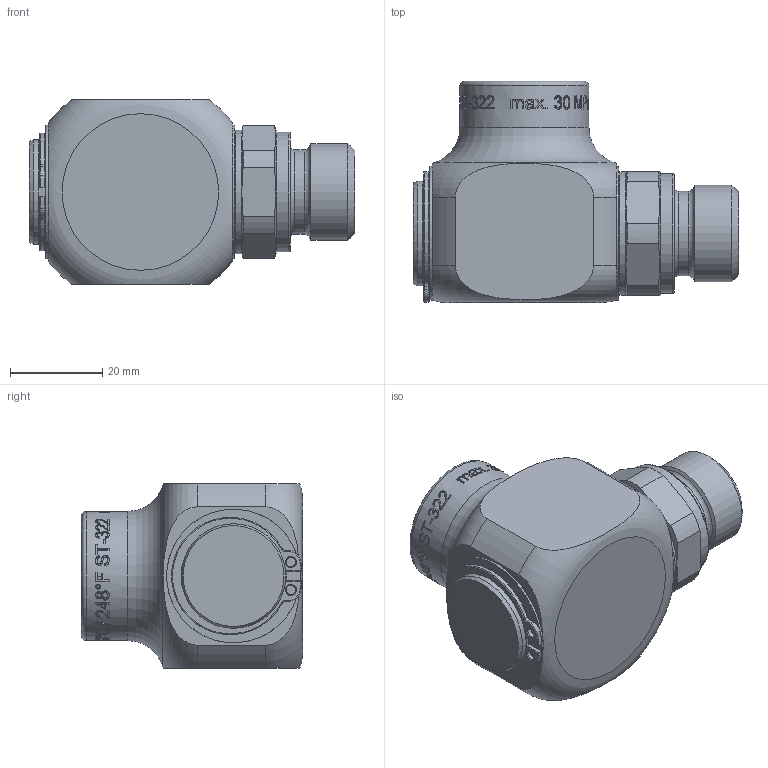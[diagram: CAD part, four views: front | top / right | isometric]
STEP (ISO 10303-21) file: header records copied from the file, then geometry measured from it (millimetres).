
FILE_DESCRIPTION(/* description */ ('Unknown'),/* implementation_level */ '2;1');
FILE_NAME(/* name */ '200322522',/* time_stamp */ '2021-10-18T09:34:45+02:00',/* author */ ('Unknown'),/* organization */ ('Unknown'),/* preprocessor_version */ 'ST-DEVELOPER v18.1',/* originating_system */ 'Solid Edge',/* authorisation */ 'Unknown');
FILE_SCHEMA (('AUTOMOTIVE_DESIGN {1 0 10303 214 3 1 1}'));
Length unit declared in the file: millimetre
Products named in the file (1): Part2
Bounding box: 70.6 x 48 x 40 mm (x, y, z)
Volume: 65585.6 mm3; surface area: 18322 mm2
Topology: 1 solids, 1 shells, 381 faces, 932 edges, 606 vertices
Faces by surface type: plane 142, bspline 109, cylinder 90, torus 31, cone 9
Full cylindrical faces by diameter (mm): 2 x2, 18.4 x1, 19.13 x1, 20.96 x1, 21.5 x1, 22.7 x1, 22.8 x1, 22.9 x1, 26 x1, 26.8 x1, 28 x1, 29 x2
Entity records: 20942 total; most frequent: CARTESIAN_POINT 11165, ORIENTED_EDGE 1724, EDGE_CURVE 862, DIRECTION 860, B_SPLINE_CURVE_WITH_KNOTS 678, VERTEX_POINT 587, FACE_BOUND 489, EDGE_LOOP 488
